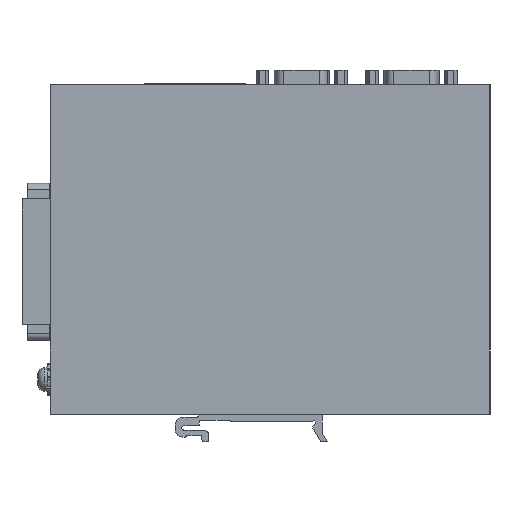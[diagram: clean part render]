
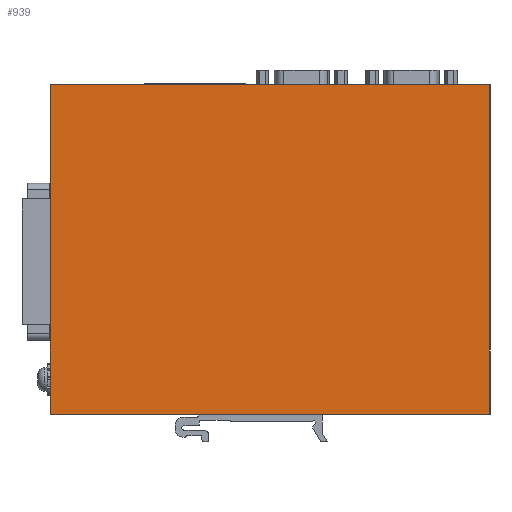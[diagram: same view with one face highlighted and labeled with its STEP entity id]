
A CAD part, left-side view. The second image highlights one B-rep face of the part: STEP entity #939.
In plain terms, the highlighted planar face has unit normal (-1, 0, 0).
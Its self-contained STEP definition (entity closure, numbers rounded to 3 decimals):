
#903=AXIS2_PLACEMENT_3D('Plane Axis2P3D',#900,#901,#902) ;
#900=CARTESIAN_POINT('Axis2P3D Location',(0.,71.,72.34)) ;
#905=CARTESIAN_POINT('Line Origine',(0.,70.,113.84)) ;
#909=CARTESIAN_POINT('Vertex',(0.,140.,113.84)) ;
#911=CARTESIAN_POINT('Vertex',(0.,0.,113.84)) ;
#914=CARTESIAN_POINT('Line Origine',(0.,140.,61.32)) ;
#918=CARTESIAN_POINT('Vertex',(0.,140.,8.8)) ;
#921=CARTESIAN_POINT('Line Origine',(0.,70.,8.8)) ;
#925=CARTESIAN_POINT('Vertex',(0.,0.,8.8)) ;
#928=CARTESIAN_POINT('Line Origine',(0.,0.,61.32)) ;
#901=DIRECTION('Axis2P3D Direction',(1.,0.,0.)) ;
#902=DIRECTION('Axis2P3D XDirection',(0.,1.,0.)) ;
#906=DIRECTION('Vector Direction',(0.,1.,0.)) ;
#915=DIRECTION('Vector Direction',(0.,0.,1.)) ;
#922=DIRECTION('Vector Direction',(0.,-1.,0.)) ;
#929=DIRECTION('Vector Direction',(0.,0.,-1.)) ;
#907=VECTOR('Line Direction',#906,1.) ;
#916=VECTOR('Line Direction',#915,1.) ;
#923=VECTOR('Line Direction',#922,1.) ;
#930=VECTOR('Line Direction',#929,1.) ;
#934=ORIENTED_EDGE('',*,*,#913,.F.) ;
#935=ORIENTED_EDGE('',*,*,#920,.F.) ;
#936=ORIENTED_EDGE('',*,*,#927,.F.) ;
#937=ORIENTED_EDGE('',*,*,#932,.F.) ;
#939=ADVANCED_FACE('SWITCH',(#938),#904,.F.) ;
#913=EDGE_CURVE('',#910,#912,#908,.F.) ;
#920=EDGE_CURVE('',#919,#910,#917,.T.) ;
#927=EDGE_CURVE('',#926,#919,#924,.F.) ;
#932=EDGE_CURVE('',#912,#926,#931,.T.) ;
#933=EDGE_LOOP('',(#934,#935,#936,#937)) ;
#938=FACE_OUTER_BOUND('',#933,.T.) ;
#908=LINE('Line',#905,#907) ;
#917=LINE('Line',#914,#916) ;
#924=LINE('Line',#921,#923) ;
#931=LINE('Line',#928,#930) ;
#904=PLANE('',#903) ;
#910=VERTEX_POINT('',#909) ;
#912=VERTEX_POINT('',#911) ;
#919=VERTEX_POINT('',#918) ;
#926=VERTEX_POINT('',#925) ;
